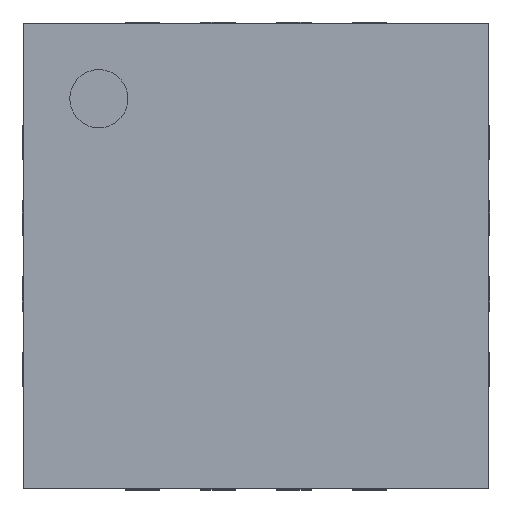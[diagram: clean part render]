
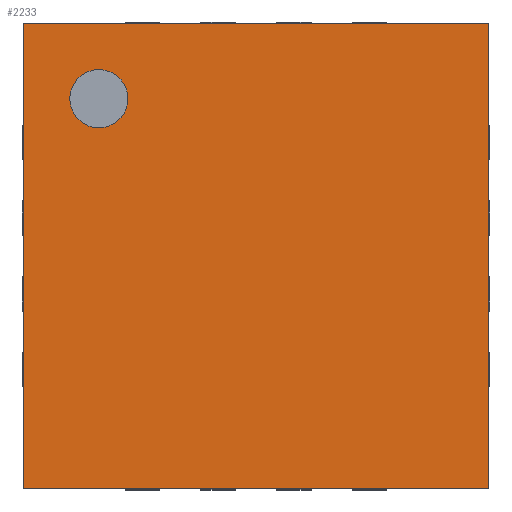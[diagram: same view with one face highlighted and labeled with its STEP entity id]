
A CAD part, top view. The second image highlights one B-rep face of the part: STEP entity #2233.
In plain terms, the highlighted planar face has unit normal (0, 0, 1).
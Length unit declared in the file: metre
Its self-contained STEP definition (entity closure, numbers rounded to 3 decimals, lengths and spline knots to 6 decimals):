
#37=CIRCLE('',#3019,0.00025);
#151=ORIENTED_EDGE('',*,*,#781,.F.);
#152=ORIENTED_EDGE('',*,*,#716,.F.);
#153=ORIENTED_EDGE('',*,*,#737,.T.);
#154=ORIENTED_EDGE('',*,*,#756,.T.);
#155=ORIENTED_EDGE('',*,*,#777,.F.);
#716=EDGE_CURVE('',#1033,#1034,#1245,.T.);
#737=EDGE_CURVE('',#1033,#1054,#1266,.T.);
#756=EDGE_CURVE('',#1054,#1072,#1285,.T.);
#777=EDGE_CURVE('',#1034,#1072,#1306,.T.);
#781=EDGE_CURVE('',#1094,#1094,#37,.T.);
#1033=VERTEX_POINT('',#3755);
#1034=VERTEX_POINT('',#3757);
#1054=VERTEX_POINT('',#3798);
#1072=VERTEX_POINT('',#3836);
#1094=VERTEX_POINT('',#3886);
#1245=LINE('',#3756,#1528);
#1266=LINE('',#3799,#1549);
#1285=LINE('',#3837,#1568);
#1306=LINE('',#3878,#1589);
#1528=VECTOR('',#3173,1.);
#1549=VECTOR('',#3196,1.);
#1568=VECTOR('',#3217,1.);
#1589=VECTOR('',#3240,1.);
#1804=EDGE_LOOP('',(#151));
#1805=EDGE_LOOP('',(#152,#153,#154,#155));
#1917=FACE_BOUND('',#1804,.T.);
#1918=FACE_BOUND('',#1805,.T.);
#2030=PLANE('',#3018);
#2233=ADVANCED_FACE('',(#1917,#1918),#2030,.T.);
#3018=AXIS2_PLACEMENT_3D('',#3884,#3244,#3245);
#3019=AXIS2_PLACEMENT_3D('',#3885,#3246,#3247);
#3173=DIRECTION('',(0.,-1.,0.));
#3196=DIRECTION('',(-1.,0.,0.));
#3217=DIRECTION('',(0.,-1.,0.));
#3240=DIRECTION('',(-1.,0.,0.));
#3244=DIRECTION('',(0.,0.,1.));
#3245=DIRECTION('',(1.,0.,0.));
#3246=DIRECTION('',(0.,0.,1.));
#3247=DIRECTION('',(1.,0.,0.));
#3755=CARTESIAN_POINT('',(0.002,0.002,0.00085));
#3756=CARTESIAN_POINT('',(0.002,0.,0.00085));
#3757=CARTESIAN_POINT('',(0.002,-0.002,0.00085));
#3798=CARTESIAN_POINT('',(-0.002,0.002,0.00085));
#3799=CARTESIAN_POINT('',(0.,0.002,0.00085));
#3836=CARTESIAN_POINT('',(-0.002,-0.002,0.00085));
#3837=CARTESIAN_POINT('',(-0.002,0.,0.00085));
#3878=CARTESIAN_POINT('',(0.,-0.002,0.00085));
#3884=CARTESIAN_POINT('',(0.,0.,0.00085));
#3885=CARTESIAN_POINT('',(-0.00135,0.00135,0.00085));
#3886=CARTESIAN_POINT('',(-0.0011,0.00135,0.00085));
